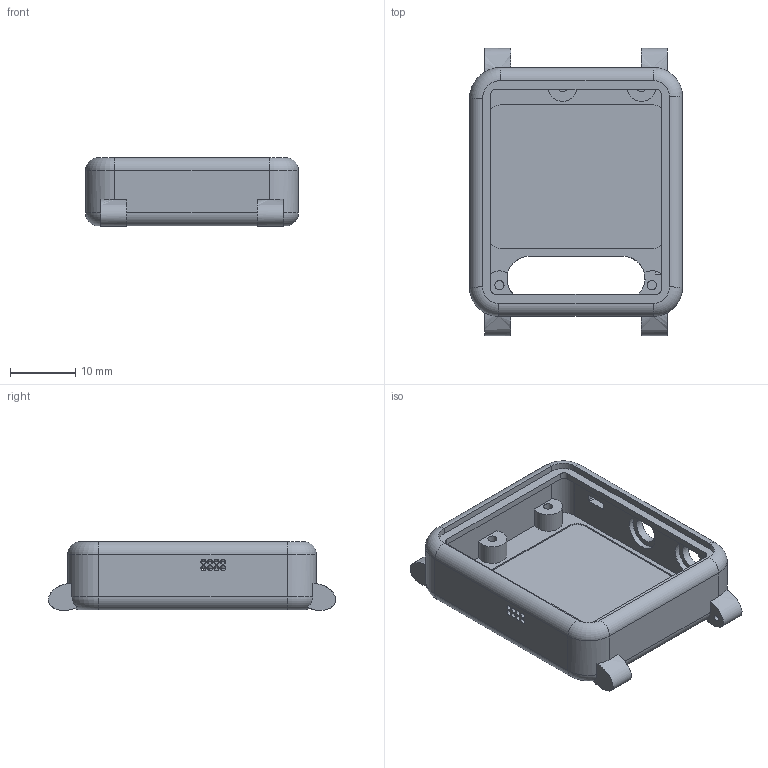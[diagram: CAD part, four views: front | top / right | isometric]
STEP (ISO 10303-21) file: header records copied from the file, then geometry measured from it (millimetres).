
FILE_DESCRIPTION(/* description */ (''),/* implementation_level */ '2;1');
FILE_NAME(/* name */ 'shell.step',/* time_stamp */ '2024-10-18T09:24:07+08:00',/* author */ (''),/* organization */ (''),/* preprocessor_version */ 'ST-DEVELOPER v20',/* originating_system */ 'Autodesk Translation Framework v13.20.0.188',/* authorisation */ '');
FILE_SCHEMA (('AUTOMOTIVE_DESIGN { 1 0 10303 214 3 1 1 }'));
Length unit declared in the file: millimetre
Products named in the file (2): 方形ThymeWatch手表; 外壳
Assembly tree (1 placements, depth 2):
  方形ThymeWatch手表
    外壳
Bounding box: 32.7 x 44.09 x 10.58 mm (x, y, z)
Volume: 3695.4 mm3; surface area: 5343.7 mm2
Topology: 1 solids, 1 shells, 354 faces, 970 edges, 640 vertices
Faces by surface type: bspline 183, plane 112, cylinder 51, torus 8
Full cylindrical faces by diameter (mm): 0.9 x4, 1.4 x4, 4 x2, 5.6 x2
Entity records: 13155 total; most frequent: CARTESIAN_POINT 5145, ORIENTED_EDGE 1940, DIRECTION 1094, EDGE_CURVE 970, VERTEX_POINT 640, LINE 468, VECTOR 468, EDGE_LOOP 400
